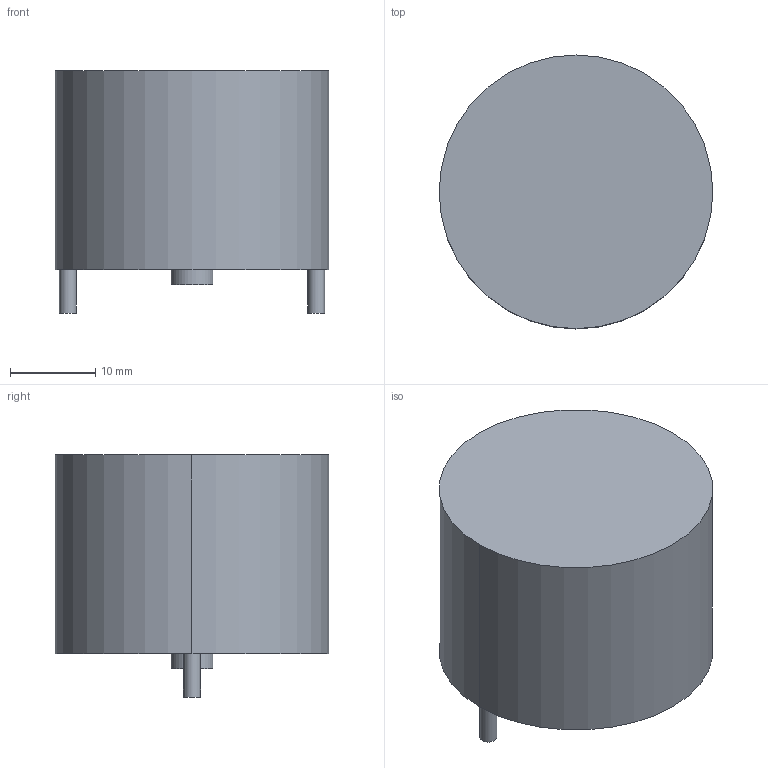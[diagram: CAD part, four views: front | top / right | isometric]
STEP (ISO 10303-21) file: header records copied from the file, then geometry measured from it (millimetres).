
FILE_DESCRIPTION(('FreeCAD Model'),'2;1');
FILE_NAME('799840.1.1.stp','2020-04-09T11:40:04',( 'Author'),(''),'Open CASCADE STEP processor 6.9','FreeCAD','Unknown' );
FILE_SCHEMA(('AUTOMOTIVE_DESIGN { 1 0 10303 214 1 1 1 1 }'));
Length unit declared in the file: millimetre
Products named in the file (4): ASSEMBLY; Body; Lugs; Leads
Assembly tree (7 placements, depth 2):
  ASSEMBLY
    Body
    Lugs  x3
    Leads  x3
Bounding box: 32.1 x 32.1 x 28.4 mm (x, y, z)
Volume: 19054.2 mm3; surface area: 4394.5 mm2
Topology: 10 solids, 11 shells, 32 faces, 33 edges, 22 vertices
Faces by surface type: plane 21, cylinder 11
Full cylindrical faces by diameter (mm): 2 x6, 4.9 x3
Entity records: 635 total; most frequent: DIRECTION 105, CARTESIAN_POINT 83, ORIENTED_EDGE 36, PCURVE 34, DEFINITIONAL_REPRESENTATION 34, AXIS2_PLACEMENT_3D 32, LINE 31, VECTOR 31
